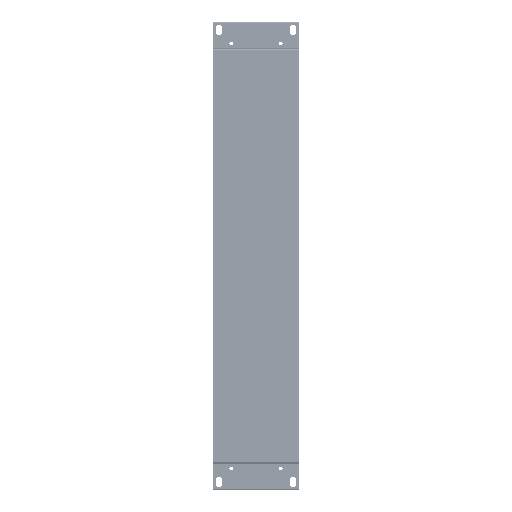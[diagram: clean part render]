
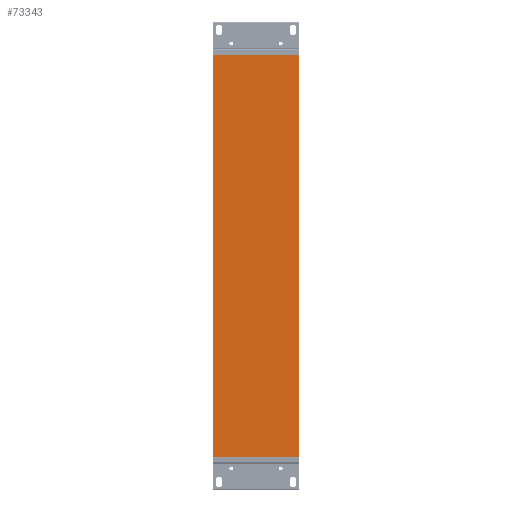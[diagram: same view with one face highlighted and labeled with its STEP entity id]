
A CAD part, front view. The second image highlights one B-rep face of the part: STEP entity #73343.
In plain terms, the highlighted planar face has unit normal (0, -1, 0).
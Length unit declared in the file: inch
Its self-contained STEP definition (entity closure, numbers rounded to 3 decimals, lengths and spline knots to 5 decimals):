
#1457 = EDGE_LOOP ( 'NONE', ( #62686, #148207, #124915, #12651 ) ) ;
#11160 = DIRECTION ( 'NONE',  ( -1., 0., 0. ) ) ;
#12651 = ORIENTED_EDGE ( 'NONE', *, *, #126573, .T. ) ;
#21917 = CARTESIAN_POINT ( 'NONE',  ( 2.4421, -0.31353, 0. ) ) ;
#26369 = VECTOR ( 'NONE', #96618, 39.37008 ) ;
#31518 = DIRECTION ( 'NONE',  ( 0., -1., 0. ) ) ;
#32866 = AXIS2_PLACEMENT_3D ( 'NONE', #94841, #31518, #78636 ) ;
#36648 = LINE ( 'NONE', #142824, #123282 ) ;
#38503 = LINE ( 'NONE', #86370, #26369 ) ;
#45571 = EDGE_CURVE ( 'NONE', #112182, #120288, #70100, .T. ) ;
#49427 = CARTESIAN_POINT ( 'NONE',  ( 2.4421, -0.31353, 16.35039 ) ) ;
#49882 = CARTESIAN_POINT ( 'NONE',  ( -1.02759, -0.31353, 0. ) ) ;
#60413 = EDGE_CURVE ( 'NONE', #132728, #60433, #38503, .T. ) ;
#60433 = VERTEX_POINT ( 'NONE', #49427 ) ;
#62686 = ORIENTED_EDGE ( 'NONE', *, *, #60413, .T. ) ;
#62813 = VECTOR ( 'NONE', #117996, 39.37008 ) ;
#70100 = LINE ( 'NONE', #154311, #62813 ) ;
#73343 = ADVANCED_FACE ( 'NONE', ( #142112 ), #150261, .T. ) ;
#78636 = DIRECTION ( 'NONE',  ( 0., 0., -1. ) ) ;
#81830 = CARTESIAN_POINT ( 'NONE',  ( 2.4421, -0.31353, 16.35039 ) ) ;
#86370 = CARTESIAN_POINT ( 'NONE',  ( 2.4421, -0.31353, 0. ) ) ;
#93730 = EDGE_CURVE ( 'NONE', #60433, #112182, #117163, .T. ) ;
#94841 = CARTESIAN_POINT ( 'NONE',  ( 2.4421, -0.31353, 0. ) ) ;
#96618 = DIRECTION ( 'NONE',  ( 0., 0., 1. ) ) ;
#111793 = DIRECTION ( 'NONE',  ( 1., 0., 0. ) ) ;
#112182 = VERTEX_POINT ( 'NONE', #120858 ) ;
#117163 = LINE ( 'NONE', #81830, #133938 ) ;
#117996 = DIRECTION ( 'NONE',  ( 0., 0., -1. ) ) ;
#120288 = VERTEX_POINT ( 'NONE', #49882 ) ;
#120858 = CARTESIAN_POINT ( 'NONE',  ( -1.02759, -0.31353, 16.35039 ) ) ;
#123282 = VECTOR ( 'NONE', #111793, 39.37008 ) ;
#124915 = ORIENTED_EDGE ( 'NONE', *, *, #45571, .T. ) ;
#126573 = EDGE_CURVE ( 'NONE', #120288, #132728, #36648, .T. ) ;
#132728 = VERTEX_POINT ( 'NONE', #21917 ) ;
#133938 = VECTOR ( 'NONE', #11160, 39.37008 ) ;
#142112 = FACE_OUTER_BOUND ( 'NONE', #1457, .T. ) ;
#142824 = CARTESIAN_POINT ( 'NONE',  ( 2.4421, -0.31353, 0. ) ) ;
#148207 = ORIENTED_EDGE ( 'NONE', *, *, #93730, .T. ) ;
#150261 = PLANE ( 'NONE',  #32866 ) ;
#154311 = CARTESIAN_POINT ( 'NONE',  ( -1.02759, -0.31353, 0. ) ) ;
